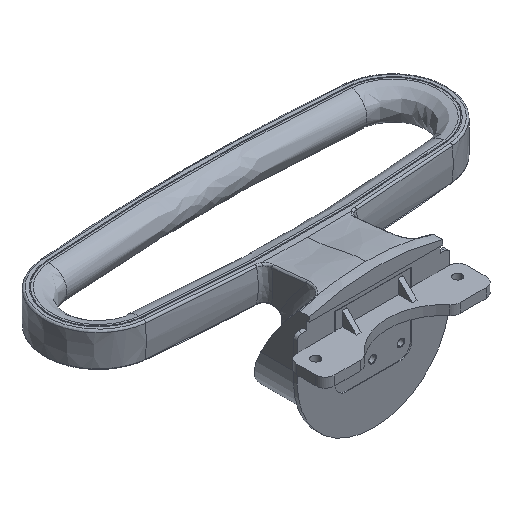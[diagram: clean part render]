
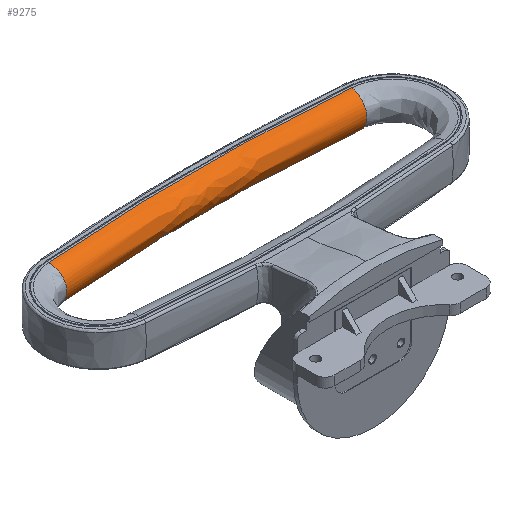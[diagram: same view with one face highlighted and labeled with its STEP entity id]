
A CAD part, isometric view. The second image highlights one B-rep face of the part: STEP entity #9275.
In plain terms, the highlighted free-form (B-spline) face has degree [3, 3] with [4, 4] control points.
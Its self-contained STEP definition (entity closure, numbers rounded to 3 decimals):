
#176 = CARTESIAN_POINT ( 'NONE',  ( -160.035, 248.332, 226. ) ) ;
#348 = CARTESIAN_POINT ( 'NONE',  ( -160.035, 248.332, 208. ) ) ;
#539 = VERTEX_POINT ( 'NONE', #5213 ) ;
#1227 = CARTESIAN_POINT ( 'NONE',  ( -160.035, 248.332, 208. ) ) ;
#1433 = EDGE_CURVE ( 'NONE', #8705, #539, #4765, .T. ) ;
#1509 = CARTESIAN_POINT ( 'NONE',  ( -160.035, 248.332, 244. ) ) ;
#1652 = ORIENTED_EDGE ( 'NONE', *, *, #4066, .F. ) ;
#1786 = CARTESIAN_POINT ( 'NONE',  ( 160.035, 248.332, 244. ) ) ;
#1928 = ORIENTED_EDGE ( 'NONE', *, *, #5523, .T. ) ;
#2049 = CARTESIAN_POINT ( 'NONE',  ( 52.468, 221.186, 208. ) ) ;
#2086 = CARTESIAN_POINT ( 'NONE',  ( -157.04, 212.457, 244. ) ) ;
#2391 = EDGE_LOOP ( 'NONE', ( #1928, #3250, #2971, #1652 ) ) ;
#2637 = DIRECTION ( 'NONE',  ( -0.083, 0.997, 0. ) ) ;
#2932 = CARTESIAN_POINT ( 'NONE',  ( 160.035, 248.332, 226. ) ) ;
#2971 = ORIENTED_EDGE ( 'NONE', *, *, #1433, .F. ) ;
#3250 = ORIENTED_EDGE ( 'NONE', *, *, #5344, .T. ) ;
#3447 = DIRECTION ( 'NONE',  ( 0.997, 0.083, 0. ) ) ;
#3600 = CARTESIAN_POINT ( 'NONE',  ( -52.468, 221.186, 208. ) ) ;
#3762 = DIRECTION ( 'NONE',  ( 0.083, 0.997, 0. ) ) ;
#3835 = CARTESIAN_POINT ( 'NONE',  ( 160.035, 248.332, 244. ) ) ;
#4066 = EDGE_CURVE ( 'NONE', #9718, #8705, #4275, .T. ) ;
#4275 = B_SPLINE_CURVE_WITH_KNOTS ( 'NONE', 3,
 ( #4485, #7017, #8771, #9566, #6404, #3835 ),
 .UNSPECIFIED., .F., .F.,
 ( 4, 2, 4 ),
 ( 0., 0.5, 1. ),
 .UNSPECIFIED. ) ;
#4431 = CARTESIAN_POINT ( 'NONE',  ( -52.468, 221.186, 244. ) ) ;
#4474 = CIRCLE ( 'NONE', #4596, 18. ) ;
#4485 = CARTESIAN_POINT ( 'NONE',  ( -160.035, 248.332, 244. ) ) ;
#4528 = AXIS2_PLACEMENT_3D ( 'NONE', #2932, #10426, #3762 ) ;
#4536 = CARTESIAN_POINT ( 'NONE',  ( 53.468, 257.228, 244. ) ) ;
#4596 = AXIS2_PLACEMENT_3D ( 'NONE', #176, #3447, #2637 ) ;
#4765 = CIRCLE ( 'NONE', #4528, 18. ) ;
#4852 = CARTESIAN_POINT ( 'NONE',  ( -53.468, 257.228, 208. ) ) ;
#5213 = CARTESIAN_POINT ( 'NONE',  ( 160.035, 248.332, 208. ) ) ;
#5305 = CARTESIAN_POINT ( 'NONE',  ( -53.468, 257.228, 208. ) ) ;
#5344 = EDGE_CURVE ( 'NONE', #9858, #539, #7561, .T. ) ;
#5384 = CARTESIAN_POINT ( 'NONE',  ( 52.468, 221.186, 244. ) ) ;
#5523 = EDGE_CURVE ( 'NONE', #9718, #9858, #4474, .T. ) ;
#5768 = CARTESIAN_POINT ( 'NONE',  ( -160.035, 248.332, 208. ) ) ;
#6404 = CARTESIAN_POINT ( 'NONE',  ( 106.782, 252.777, 244. ) ) ;
#6585 =( BOUNDED_SURFACE ( )  B_SPLINE_SURFACE ( 3, 3, ( 
 ( #6998, #10233, #5305, #1227 ),
 ( #6961, #2049, #3600, #9327 ),
 ( #8612, #5384, #4431, #2086 ),
 ( #9444, #4536, #10160, #9480 ) ),
 .UNSPECIFIED., .F., .F., .F. ) 
 B_SPLINE_SURFACE_WITH_KNOTS ( ( 4, 4 ),
 ( 4, 4 ),
 ( 0., 1. ),
 ( 0., 1. ),
 .UNSPECIFIED. ) 
 GEOMETRIC_REPRESENTATION_ITEM ( )  RATIONAL_B_SPLINE_SURFACE ( (
 ( 1., 0.998, 0.998, 1.),
 ( 0.333, 0.333, 0.333, 0.333),
 ( 0.333, 0.333, 0.333, 0.333),
 ( 1., 0.998, 0.998, 1.) ) ) 
 REPRESENTATION_ITEM ( '' )  SURFACE ( )  );
#6961 = CARTESIAN_POINT ( 'NONE',  ( 157.04, 212.457, 208. ) ) ;
#6998 = CARTESIAN_POINT ( 'NONE',  ( 160.035, 248.332, 208. ) ) ;
#7017 = CARTESIAN_POINT ( 'NONE',  ( -106.782, 252.777, 244. ) ) ;
#7317 = CARTESIAN_POINT ( 'NONE',  ( 53.468, 257.228, 208. ) ) ;
#7561 =( BOUNDED_CURVE ( )  B_SPLINE_CURVE ( 3, ( #5768, #4852, #7317, #9895 ),
 .UNSPECIFIED., .F., .F. ) 
 B_SPLINE_CURVE_WITH_KNOTS ( ( 4, 4 ),
 ( 0., 1. ),
 .UNSPECIFIED. ) 
 CURVE ( )  GEOMETRIC_REPRESENTATION_ITEM ( )  RATIONAL_B_SPLINE_CURVE ( ( 1., 0.998, 0.998, 1. ) ) 
 REPRESENTATION_ITEM ( '' )  );
#8612 = CARTESIAN_POINT ( 'NONE',  ( 157.04, 212.457, 244. ) ) ;
#8705 = VERTEX_POINT ( 'NONE', #1786 ) ;
#8771 = CARTESIAN_POINT ( 'NONE',  ( -53.437, 255., 244. ) ) ;
#9275 = ADVANCED_FACE ( 'NONE', ( #9443 ), #6585, .T. ) ;
#9327 = CARTESIAN_POINT ( 'NONE',  ( -157.04, 212.457, 208. ) ) ;
#9443 = FACE_OUTER_BOUND ( 'NONE', #2391, .T. ) ;
#9444 = CARTESIAN_POINT ( 'NONE',  ( 160.035, 248.332, 244. ) ) ;
#9480 = CARTESIAN_POINT ( 'NONE',  ( -160.035, 248.332, 244. ) ) ;
#9566 = CARTESIAN_POINT ( 'NONE',  ( 53.437, 255., 244. ) ) ;
#9718 = VERTEX_POINT ( 'NONE', #1509 ) ;
#9858 = VERTEX_POINT ( 'NONE', #348 ) ;
#9895 = CARTESIAN_POINT ( 'NONE',  ( 160.035, 248.332, 208. ) ) ;
#10160 = CARTESIAN_POINT ( 'NONE',  ( -53.468, 257.228, 244. ) ) ;
#10233 = CARTESIAN_POINT ( 'NONE',  ( 53.468, 257.228, 208. ) ) ;
#10426 = DIRECTION ( 'NONE',  ( 0.997, -0.083, 0. ) ) ;
